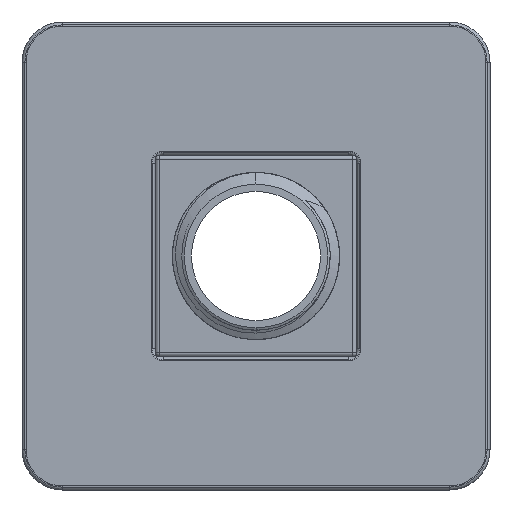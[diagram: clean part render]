
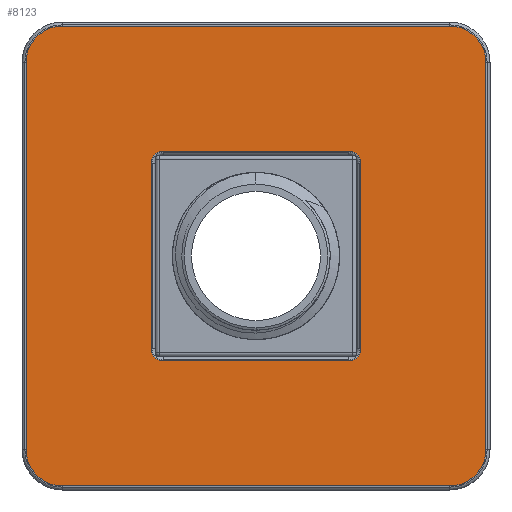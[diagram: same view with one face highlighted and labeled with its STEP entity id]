
A CAD part, front view. The second image highlights one B-rep face of the part: STEP entity #8123.
In plain terms, the highlighted planar face has unit normal (0, -1, 0).
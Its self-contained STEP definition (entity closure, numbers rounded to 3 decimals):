
#7090=CARTESIAN_POINT('',(24.,0.,-24.));
#7091=DIRECTION('',(0.,-1.,0.));
#7092=DIRECTION('',(0.,0.,-1.));
#7093=AXIS2_PLACEMENT_3D('',#7090,#7091,#7092);
#7095=DIRECTION('',(1.,0.,0.));
#7096=VECTOR('',#7095,48.);
#7097=CARTESIAN_POINT('',(-24.,0.,-28.5));
#7098=LINE('',#7097,#7096);
#7099=CARTESIAN_POINT('',(-24.,0.,-24.));
#7100=DIRECTION('',(0.,-1.,0.));
#7101=DIRECTION('',(-1.,0.,0.));
#7102=AXIS2_PLACEMENT_3D('',#7099,#7100,#7101);
#7104=DIRECTION('',(0.,0.,-1.));
#7105=VECTOR('',#7104,48.);
#7106=CARTESIAN_POINT('',(-28.5,0.,24.));
#7107=LINE('',#7106,#7105);
#7108=CARTESIAN_POINT('',(-24.,0.,24.));
#7109=DIRECTION('',(0.,-1.,0.));
#7110=DIRECTION('',(0.,0.,1.));
#7111=AXIS2_PLACEMENT_3D('',#7108,#7109,#7110);
#7113=DIRECTION('',(-1.,0.,0.));
#7114=VECTOR('',#7113,48.);
#7115=CARTESIAN_POINT('',(24.,0.,28.5));
#7116=LINE('',#7115,#7114);
#7117=CARTESIAN_POINT('',(24.,0.,24.));
#7118=DIRECTION('',(0.,-1.,0.));
#7119=DIRECTION('',(1.,0.,0.));
#7120=AXIS2_PLACEMENT_3D('',#7117,#7118,#7119);
#7122=DIRECTION('',(0.,0.,1.));
#7123=VECTOR('',#7122,48.);
#7124=CARTESIAN_POINT('',(28.5,0.,-24.));
#7125=LINE('',#7124,#7123);
#7126=CARTESIAN_POINT('',(11.5,0.,11.5));
#7127=DIRECTION('',(0.,1.,0.));
#7128=DIRECTION('',(0.,0.,1.));
#7129=AXIS2_PLACEMENT_3D('',#7126,#7127,#7128);
#7131=DIRECTION('',(1.,0.,0.));
#7132=VECTOR('',#7131,23.);
#7133=CARTESIAN_POINT('',(-11.5,0.,13.));
#7134=LINE('',#7133,#7132);
#7135=CARTESIAN_POINT('',(-11.5,0.,11.5));
#7136=DIRECTION('',(0.,1.,0.));
#7137=DIRECTION('',(-1.,0.,0.));
#7138=AXIS2_PLACEMENT_3D('',#7135,#7136,#7137);
#7140=DIRECTION('',(0.,0.,1.));
#7141=VECTOR('',#7140,23.);
#7142=CARTESIAN_POINT('',(-13.,0.,-11.5));
#7143=LINE('',#7142,#7141);
#7144=CARTESIAN_POINT('',(-11.5,0.,-11.5));
#7145=DIRECTION('',(0.,1.,0.));
#7146=DIRECTION('',(0.,0.,-1.));
#7147=AXIS2_PLACEMENT_3D('',#7144,#7145,#7146);
#7149=DIRECTION('',(-1.,0.,0.));
#7150=VECTOR('',#7149,23.);
#7151=CARTESIAN_POINT('',(11.5,0.,-13.));
#7152=LINE('',#7151,#7150);
#7153=CARTESIAN_POINT('',(11.5,0.,-11.5));
#7154=DIRECTION('',(0.,1.,0.));
#7155=DIRECTION('',(1.,0.,0.));
#7156=AXIS2_PLACEMENT_3D('',#7153,#7154,#7155);
#7158=DIRECTION('',(0.,0.,-1.));
#7159=VECTOR('',#7158,23.);
#7160=CARTESIAN_POINT('',(13.,0.,11.5));
#7161=LINE('',#7160,#7159);
#8018=CARTESIAN_POINT('',(24.,0.,-28.5));
#8019=CARTESIAN_POINT('',(28.5,0.,-24.));
#8020=VERTEX_POINT('',#8018);
#8021=VERTEX_POINT('',#8019);
#8026=CARTESIAN_POINT('',(28.5,0.,24.));
#8027=VERTEX_POINT('',#8026);
#8030=CARTESIAN_POINT('',(24.,0.,28.5));
#8031=VERTEX_POINT('',#8030);
#8034=CARTESIAN_POINT('',(-24.,0.,28.5));
#8035=VERTEX_POINT('',#8034);
#8038=CARTESIAN_POINT('',(-28.5,0.,24.));
#8039=VERTEX_POINT('',#8038);
#8042=CARTESIAN_POINT('',(-28.5,0.,-24.));
#8043=VERTEX_POINT('',#8042);
#8046=CARTESIAN_POINT('',(-24.,0.,-28.5));
#8047=VERTEX_POINT('',#8046);
#8050=CARTESIAN_POINT('',(11.5,0.,13.));
#8051=CARTESIAN_POINT('',(13.,0.,11.5));
#8052=VERTEX_POINT('',#8050);
#8053=VERTEX_POINT('',#8051);
#8058=CARTESIAN_POINT('',(13.,0.,-11.5));
#8059=VERTEX_POINT('',#8058);
#8062=CARTESIAN_POINT('',(11.5,0.,-13.));
#8063=VERTEX_POINT('',#8062);
#8066=CARTESIAN_POINT('',(-11.5,0.,-13.));
#8067=VERTEX_POINT('',#8066);
#8070=CARTESIAN_POINT('',(-13.,0.,-11.5));
#8071=VERTEX_POINT('',#8070);
#8074=CARTESIAN_POINT('',(-13.,0.,11.5));
#8075=VERTEX_POINT('',#8074);
#8078=CARTESIAN_POINT('',(-11.5,0.,13.));
#8079=VERTEX_POINT('',#8078);
#8082=CARTESIAN_POINT('',(0.,0.,0.));
#8083=DIRECTION('',(0.,1.,0.));
#8084=DIRECTION('',(1.,0.,0.));
#8085=AXIS2_PLACEMENT_3D('',#8082,#8083,#8084);
#8086=PLANE('',#8085);
#8088=ORIENTED_EDGE('',*,*,#8087,.F.);
#8090=ORIENTED_EDGE('',*,*,#8089,.F.);
#8092=ORIENTED_EDGE('',*,*,#8091,.F.);
#8094=ORIENTED_EDGE('',*,*,#8093,.F.);
#8096=ORIENTED_EDGE('',*,*,#8095,.F.);
#8098=ORIENTED_EDGE('',*,*,#8097,.F.);
#8100=ORIENTED_EDGE('',*,*,#8099,.F.);
#8102=ORIENTED_EDGE('',*,*,#8101,.F.);
#8103=EDGE_LOOP('',(#8088,#8090,#8092,#8094,#8096,#8098,#8100,#8102));
#8104=FACE_OUTER_BOUND('',#8103,.F.);
#8106=ORIENTED_EDGE('',*,*,#8105,.F.);
#8108=ORIENTED_EDGE('',*,*,#8107,.F.);
#8110=ORIENTED_EDGE('',*,*,#8109,.F.);
#8112=ORIENTED_EDGE('',*,*,#8111,.F.);
#8114=ORIENTED_EDGE('',*,*,#8113,.F.);
#8116=ORIENTED_EDGE('',*,*,#8115,.F.);
#8118=ORIENTED_EDGE('',*,*,#8117,.F.);
#8120=ORIENTED_EDGE('',*,*,#8119,.F.);
#8121=EDGE_LOOP('',(#8106,#8108,#8110,#8112,#8114,#8116,#8118,#8120));
#8122=FACE_BOUND('',#8121,.F.);
#7094=CIRCLE('',#7093,4.5);
#7103=CIRCLE('',#7102,4.5);
#7112=CIRCLE('',#7111,4.5);
#7121=CIRCLE('',#7120,4.5);
#7130=CIRCLE('',#7129,1.5);
#7139=CIRCLE('',#7138,1.5);
#7148=CIRCLE('',#7147,1.5);
#7157=CIRCLE('',#7156,1.5);
#8087=EDGE_CURVE('',#8020,#8021,#7094,.T.);
#8089=EDGE_CURVE('',#8047,#8020,#7098,.T.);
#8091=EDGE_CURVE('',#8043,#8047,#7103,.T.);
#8093=EDGE_CURVE('',#8039,#8043,#7107,.T.);
#8095=EDGE_CURVE('',#8035,#8039,#7112,.T.);
#8097=EDGE_CURVE('',#8031,#8035,#7116,.T.);
#8099=EDGE_CURVE('',#8027,#8031,#7121,.T.);
#8101=EDGE_CURVE('',#8021,#8027,#7125,.T.);
#8105=EDGE_CURVE('',#8052,#8053,#7130,.T.);
#8107=EDGE_CURVE('',#8079,#8052,#7134,.T.);
#8109=EDGE_CURVE('',#8075,#8079,#7139,.T.);
#8111=EDGE_CURVE('',#8071,#8075,#7143,.T.);
#8113=EDGE_CURVE('',#8067,#8071,#7148,.T.);
#8115=EDGE_CURVE('',#8063,#8067,#7152,.T.);
#8117=EDGE_CURVE('',#8059,#8063,#7157,.T.);
#8119=EDGE_CURVE('',#8053,#8059,#7161,.T.);
#8123=ADVANCED_FACE('',(#8104,#8122),#8086,.F.);
